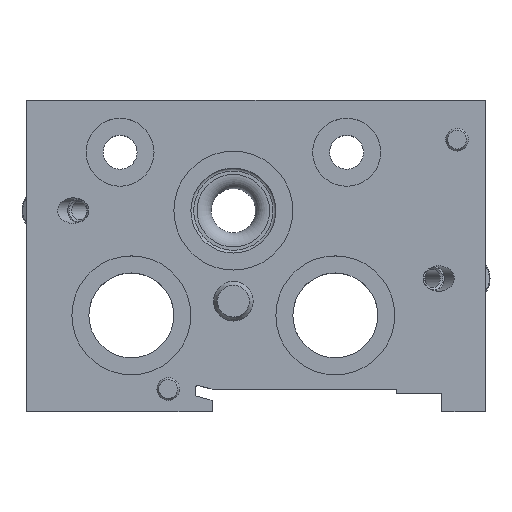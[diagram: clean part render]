
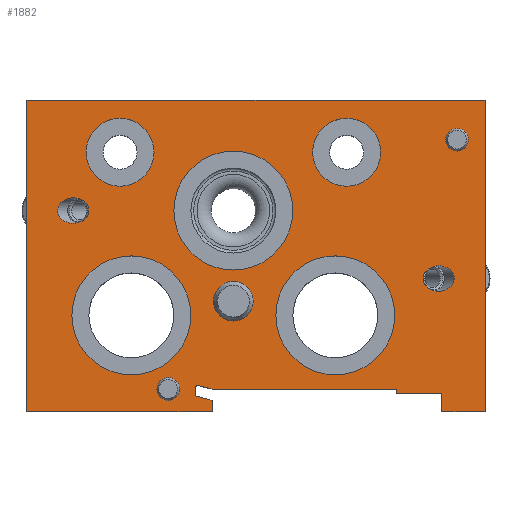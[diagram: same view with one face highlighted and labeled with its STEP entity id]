
A CAD part, top view. The second image highlights one B-rep face of the part: STEP entity #1882.
In plain terms, the highlighted planar face has unit normal (0, 0, 1).
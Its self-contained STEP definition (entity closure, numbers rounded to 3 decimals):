
#80=ELLIPSE('',#2087,2.747,2.25);
#81=ELLIPSE('',#2088,2.747,2.25);
#100=LINE('',#3071,#188);
#106=LINE('',#3089,#194);
#108=LINE('',#3095,#196);
#110=LINE('',#3099,#198);
#112=LINE('',#3103,#200);
#114=LINE('',#3107,#202);
#117=LINE('',#3115,#205);
#119=LINE('',#3119,#207);
#121=LINE('',#3123,#209);
#123=LINE('',#3127,#211);
#125=LINE('',#3131,#213);
#127=LINE('',#3135,#215);
#131=LINE('',#3148,#219);
#132=LINE('',#3159,#220);
#133=LINE('',#3163,#221);
#188=VECTOR('',#2382,1000.);
#194=VECTOR('',#2396,1000.);
#196=VECTOR('',#2402,1000.);
#198=VECTOR('',#2406,1000.);
#200=VECTOR('',#2410,1000.);
#202=VECTOR('',#2414,1000.);
#205=VECTOR('',#2423,1000.);
#207=VECTOR('',#2427,1000.);
#209=VECTOR('',#2431,1000.);
#211=VECTOR('',#2435,1000.);
#213=VECTOR('',#2439,1000.);
#215=VECTOR('',#2443,1000.);
#219=VECTOR('',#2455,1000.);
#220=VECTOR('',#2466,1000.);
#221=VECTOR('',#2469,1000.);
#272=PLANE('',#2083);
#440=ORIENTED_EDGE('',*,*,#854,.T.);
#441=ORIENTED_EDGE('',*,*,#855,.F.);
#442=ORIENTED_EDGE('',*,*,#856,.F.);
#443=ORIENTED_EDGE('',*,*,#857,.T.);
#444=ORIENTED_EDGE('',*,*,#858,.T.);
#445=ORIENTED_EDGE('',*,*,#859,.T.);
#446=ORIENTED_EDGE('',*,*,#860,.T.);
#447=ORIENTED_EDGE('',*,*,#861,.F.);
#448=ORIENTED_EDGE('',*,*,#862,.F.);
#449=ORIENTED_EDGE('',*,*,#863,.F.);
#450=ORIENTED_EDGE('',*,*,#864,.F.);
#451=ORIENTED_EDGE('',*,*,#865,.F.);
#452=ORIENTED_EDGE('',*,*,#814,.T.);
#453=ORIENTED_EDGE('',*,*,#823,.T.);
#454=ORIENTED_EDGE('',*,*,#826,.T.);
#455=ORIENTED_EDGE('',*,*,#828,.T.);
#456=ORIENTED_EDGE('',*,*,#830,.T.);
#457=ORIENTED_EDGE('',*,*,#832,.T.);
#458=ORIENTED_EDGE('',*,*,#834,.F.);
#459=ORIENTED_EDGE('',*,*,#836,.T.);
#460=ORIENTED_EDGE('',*,*,#838,.T.);
#461=ORIENTED_EDGE('',*,*,#840,.T.);
#462=ORIENTED_EDGE('',*,*,#842,.T.);
#463=ORIENTED_EDGE('',*,*,#844,.T.);
#464=ORIENTED_EDGE('',*,*,#846,.T.);
#465=ORIENTED_EDGE('',*,*,#853,.T.);
#814=EDGE_CURVE('',#1036,#1035,#100,.T.);
#823=EDGE_CURVE('',#1035,#1043,#106,.T.);
#826=EDGE_CURVE('',#1043,#1045,#108,.T.);
#828=EDGE_CURVE('',#1045,#1046,#110,.T.);
#830=EDGE_CURVE('',#1046,#1047,#112,.T.);
#832=EDGE_CURVE('',#1047,#1048,#114,.T.);
#834=EDGE_CURVE('',#1049,#1048,#1194,.T.);
#836=EDGE_CURVE('',#1049,#1050,#117,.T.);
#838=EDGE_CURVE('',#1050,#1051,#119,.T.);
#840=EDGE_CURVE('',#1051,#1052,#121,.T.);
#842=EDGE_CURVE('',#1052,#1053,#123,.T.);
#844=EDGE_CURVE('',#1053,#1054,#125,.T.);
#846=EDGE_CURVE('',#1054,#1055,#127,.T.);
#853=EDGE_CURVE('',#1055,#1036,#131,.T.);
#854=EDGE_CURVE('',#1061,#1061,#1198,.T.);
#855=EDGE_CURVE('',#1062,#1062,#1199,.T.);
#856=EDGE_CURVE('',#1063,#1063,#1200,.T.);
#857=EDGE_CURVE('',#1064,#1065,#80,.F.);
#858=EDGE_CURVE('',#1065,#1064,#132,.T.);
#859=EDGE_CURVE('',#1066,#1067,#81,.F.);
#860=EDGE_CURVE('',#1067,#1066,#133,.T.);
#861=EDGE_CURVE('',#1068,#1068,#1201,.T.);
#862=EDGE_CURVE('',#1069,#1069,#1202,.T.);
#863=EDGE_CURVE('',#1070,#1070,#1203,.T.);
#864=EDGE_CURVE('',#1071,#1071,#1204,.T.);
#865=EDGE_CURVE('',#1072,#1072,#1205,.T.);
#1035=VERTEX_POINT('',#3070);
#1036=VERTEX_POINT('',#3072);
#1043=VERTEX_POINT('',#3088);
#1045=VERTEX_POINT('',#3094);
#1046=VERTEX_POINT('',#3098);
#1047=VERTEX_POINT('',#3102);
#1048=VERTEX_POINT('',#3106);
#1049=VERTEX_POINT('',#3110);
#1050=VERTEX_POINT('',#3114);
#1051=VERTEX_POINT('',#3118);
#1052=VERTEX_POINT('',#3122);
#1053=VERTEX_POINT('',#3126);
#1054=VERTEX_POINT('',#3130);
#1055=VERTEX_POINT('',#3134);
#1061=VERTEX_POINT('',#3151);
#1062=VERTEX_POINT('',#3153);
#1063=VERTEX_POINT('',#3155);
#1064=VERTEX_POINT('',#3157);
#1065=VERTEX_POINT('',#3158);
#1066=VERTEX_POINT('',#3161);
#1067=VERTEX_POINT('',#3162);
#1068=VERTEX_POINT('',#3165);
#1069=VERTEX_POINT('',#3167);
#1070=VERTEX_POINT('',#3169);
#1071=VERTEX_POINT('',#3171);
#1072=VERTEX_POINT('',#3173);
#1194=CIRCLE('',#2072,0.5);
#1198=CIRCLE('',#2084,3.5);
#1199=CIRCLE('',#2085,2.);
#1200=CIRCLE('',#2086,2.);
#1201=CIRCLE('',#2089,6.);
#1202=CIRCLE('',#2090,6.);
#1203=CIRCLE('',#2091,10.5);
#1204=CIRCLE('',#2092,10.5);
#1205=CIRCLE('',#2093,10.5);
#1337=EDGE_LOOP('',(#440));
#1338=EDGE_LOOP('',(#441));
#1339=EDGE_LOOP('',(#442));
#1340=EDGE_LOOP('',(#443,#444));
#1341=EDGE_LOOP('',(#445,#446));
#1342=EDGE_LOOP('',(#447));
#1343=EDGE_LOOP('',(#448));
#1344=EDGE_LOOP('',(#449));
#1345=EDGE_LOOP('',(#450));
#1346=EDGE_LOOP('',(#451));
#1347=EDGE_LOOP('',(#452,#453,#454,#455,#456,#457,#458,#459,#460,#461,#462,
#463,#464,#465));
#1599=FACE_BOUND('',#1337,.T.);
#1600=FACE_BOUND('',#1338,.T.);
#1601=FACE_BOUND('',#1339,.T.);
#1602=FACE_BOUND('',#1340,.T.);
#1603=FACE_BOUND('',#1341,.T.);
#1604=FACE_BOUND('',#1342,.T.);
#1605=FACE_BOUND('',#1343,.T.);
#1606=FACE_BOUND('',#1344,.T.);
#1607=FACE_BOUND('',#1345,.T.);
#1608=FACE_BOUND('',#1346,.T.);
#1609=FACE_BOUND('',#1347,.T.);
#1882=ADVANCED_FACE('',(#1599,#1600,#1601,#1602,#1603,#1604,#1605,#1606,
#1607,#1608,#1609),#272,.T.);
#2072=AXIS2_PLACEMENT_3D('',#3111,#2418,#2419);
#2083=AXIS2_PLACEMENT_3D('',#3149,#2456,#2457);
#2084=AXIS2_PLACEMENT_3D('',#3150,#2458,#2459);
#2085=AXIS2_PLACEMENT_3D('',#3152,#2460,#2461);
#2086=AXIS2_PLACEMENT_3D('',#3154,#2462,#2463);
#2087=AXIS2_PLACEMENT_3D('',#3156,#2464,#2465);
#2088=AXIS2_PLACEMENT_3D('',#3160,#2467,#2468);
#2089=AXIS2_PLACEMENT_3D('',#3164,#2470,#2471);
#2090=AXIS2_PLACEMENT_3D('',#3166,#2472,#2473);
#2091=AXIS2_PLACEMENT_3D('',#3168,#2474,#2475);
#2092=AXIS2_PLACEMENT_3D('',#3170,#2476,#2477);
#2093=AXIS2_PLACEMENT_3D('',#3172,#2478,#2479);
#2382=DIRECTION('',(-1.,0.,0.));
#2396=DIRECTION('',(0.,-1.,0.));
#2402=DIRECTION('',(1.,0.,0.));
#2406=DIRECTION('',(0.,1.,0.));
#2410=DIRECTION('',(-0.966,0.259,0.));
#2414=DIRECTION('',(0.,1.,0.));
#2418=DIRECTION('',(0.,0.,1.));
#2419=DIRECTION('',(1.,0.,0.));
#2423=DIRECTION('',(0.966,-0.259,0.));
#2427=DIRECTION('',(1.,0.,0.));
#2431=DIRECTION('',(0.,-1.,0.));
#2435=DIRECTION('',(1.,0.,0.));
#2439=DIRECTION('',(0.,-1.,0.));
#2443=DIRECTION('',(1.,0.,0.));
#2455=DIRECTION('',(0.,1.,0.));
#2456=DIRECTION('',(0.,0.,1.));
#2457=DIRECTION('',(1.,0.,0.));
#2458=DIRECTION('',(0.,0.,-1.));
#2459=DIRECTION('',(-1.,0.,0.));
#2460=DIRECTION('',(0.,0.,1.));
#2461=DIRECTION('',(1.,0.,0.));
#2462=DIRECTION('',(0.,0.,1.));
#2463=DIRECTION('',(1.,0.,0.));
#2464=DIRECTION('',(0.,0.,1.));
#2465=DIRECTION('',(-1.,0.,0.));
#2466=DIRECTION('',(0.,-1.,0.));
#2467=DIRECTION('',(0.,0.,1.));
#2468=DIRECTION('',(1.,0.,0.));
#2469=DIRECTION('',(0.,1.,0.));
#2470=DIRECTION('',(0.,0.,1.));
#2471=DIRECTION('',(1.,0.,0.));
#2472=DIRECTION('',(0.,0.,1.));
#2473=DIRECTION('',(1.,0.,0.));
#2474=DIRECTION('',(0.,0.,1.));
#2475=DIRECTION('',(1.,0.,0.));
#2476=DIRECTION('',(0.,0.,1.));
#2477=DIRECTION('',(1.,0.,0.));
#2478=DIRECTION('',(0.,0.,1.));
#2479=DIRECTION('',(1.,0.,0.));
#3070=CARTESIAN_POINT('',(-40.5,55.,19.));
#3071=CARTESIAN_POINT('',(40.5,55.,19.));
#3072=CARTESIAN_POINT('',(40.5,55.,19.));
#3088=CARTESIAN_POINT('',(-40.5,0.,19.));
#3089=CARTESIAN_POINT('',(-40.5,55.,19.));
#3094=CARTESIAN_POINT('',(-7.75,0.,19.));
#3095=CARTESIAN_POINT('',(-40.5,0.,19.));
#3098=CARTESIAN_POINT('',(-7.75,1.996,19.));
#3099=CARTESIAN_POINT('',(-7.75,0.,19.));
#3102=CARTESIAN_POINT('',(-10.75,2.8,19.));
#3103=CARTESIAN_POINT('',(-7.75,1.996,19.));
#3106=CARTESIAN_POINT('',(-10.75,4.148,19.));
#3107=CARTESIAN_POINT('',(-10.75,2.8,19.));
#3110=CARTESIAN_POINT('',(-10.121,4.631,19.));
#3111=CARTESIAN_POINT('',(-10.25,4.148,19.));
#3114=CARTESIAN_POINT('',(-7.764,4.,19.));
#3115=CARTESIAN_POINT('',(-10.121,4.631,19.));
#3118=CARTESIAN_POINT('',(24.75,4.,19.));
#3119=CARTESIAN_POINT('',(-7.764,4.,19.));
#3122=CARTESIAN_POINT('',(24.75,3.2,19.));
#3123=CARTESIAN_POINT('',(24.75,4.,19.));
#3126=CARTESIAN_POINT('',(32.8,3.2,19.));
#3127=CARTESIAN_POINT('',(24.75,3.2,19.));
#3130=CARTESIAN_POINT('',(32.8,0.,19.));
#3131=CARTESIAN_POINT('',(32.8,3.2,19.));
#3134=CARTESIAN_POINT('',(40.5,0.,19.));
#3135=CARTESIAN_POINT('',(32.8,0.,19.));
#3148=CARTESIAN_POINT('',(40.5,0.,19.));
#3149=CARTESIAN_POINT('',(-10.25,4.148,19.));
#3150=CARTESIAN_POINT('',(-4.,19.5,19.));
#3151=CARTESIAN_POINT('',(-7.5,19.5,19.));
#3152=CARTESIAN_POINT('',(35.5,48.,19.));
#3153=CARTESIAN_POINT('',(37.5,48.,19.));
#3154=CARTESIAN_POINT('',(-15.5,4.,19.));
#3155=CARTESIAN_POINT('',(-13.5,4.,19.));
#3156=CARTESIAN_POINT('',(-32.25,35.5,19.));
#3157=CARTESIAN_POINT('',(-29.635,34.812,19.));
#3158=CARTESIAN_POINT('',(-29.635,36.188,19.));
#3159=CARTESIAN_POINT('',(-29.635,4.148,19.));
#3160=CARTESIAN_POINT('',(32.25,23.5,19.));
#3161=CARTESIAN_POINT('',(29.635,24.188,19.));
#3162=CARTESIAN_POINT('',(29.635,22.812,19.));
#3163=CARTESIAN_POINT('',(29.635,4.148,19.));
#3164=CARTESIAN_POINT('',(16.,45.8,19.));
#3165=CARTESIAN_POINT('',(22.,45.8,19.));
#3166=CARTESIAN_POINT('',(-24.,45.8,19.));
#3167=CARTESIAN_POINT('',(-18.,45.8,19.));
#3168=CARTESIAN_POINT('',(-4.,35.5,19.));
#3169=CARTESIAN_POINT('',(6.5,35.5,19.));
#3170=CARTESIAN_POINT('',(14.,17.,19.));
#3171=CARTESIAN_POINT('',(24.5,17.,19.));
#3172=CARTESIAN_POINT('',(-22.,17.,19.));
#3173=CARTESIAN_POINT('',(-11.5,17.,19.));
